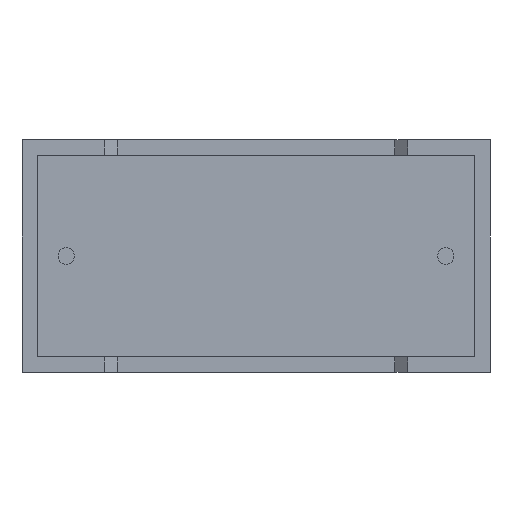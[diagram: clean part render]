
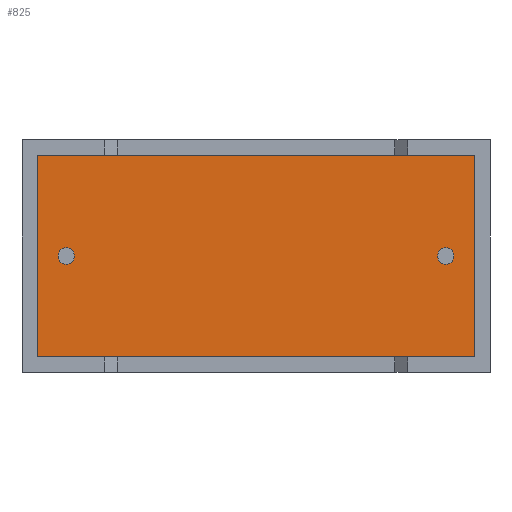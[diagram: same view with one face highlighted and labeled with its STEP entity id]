
A CAD part, front view. The second image highlights one B-rep face of the part: STEP entity #825.
In plain terms, the highlighted planar face has unit normal (0, -1, 0).
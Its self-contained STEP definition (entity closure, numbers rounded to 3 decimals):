
#72 = EDGE_CURVE ( 'NONE', #2167, #1496, #3017, .T. ) ;
#83 = ORIENTED_EDGE ( 'NONE', *, *, #268, .T. ) ;
#142 = DIRECTION ( 'NONE',  ( -1., 0., 0. ) ) ;
#162 = FACE_BOUND ( 'NONE', #1015, .T. ) ;
#241 = CARTESIAN_POINT ( 'NONE',  ( 1.75, 0.75, 4.6 ) ) ;
#268 = EDGE_CURVE ( 'NONE', #481, #2167, #1034, .T. ) ;
#274 = AXIS2_PLACEMENT_3D ( 'NONE', #1048, #1828, #2942 ) ;
#292 = DIRECTION ( 'NONE',  ( 0., -1., 0. ) ) ;
#333 = ORIENTED_EDGE ( 'NONE', *, *, #2415, .F. ) ;
#342 = DIRECTION ( 'NONE',  ( 0., 0., -1. ) ) ;
#356 = VECTOR ( 'NONE', #633, 1000. ) ;
#389 = CARTESIAN_POINT ( 'NONE',  ( 17.883, 0.75, 8.583 ) ) ;
#392 = VERTEX_POINT ( 'NONE', #1735 ) ;
#410 = CARTESIAN_POINT ( 'NONE',  ( 0.617, 0.75, 8.583 ) ) ;
#481 = VERTEX_POINT ( 'NONE', #2760 ) ;
#566 = FACE_BOUND ( 'NONE', #2679, .T. ) ;
#633 = DIRECTION ( 'NONE',  ( 1., 0., 0. ) ) ;
#688 = DIRECTION ( 'NONE',  ( 0., 0., -1. ) ) ;
#701 = DIRECTION ( 'NONE',  ( 0., 0., -1. ) ) ;
#703 = DIRECTION ( 'NONE',  ( 0., -1., 0. ) ) ;
#825 = ADVANCED_FACE ( 'NONE', ( #566, #1042, #162 ), #2696, .T. ) ;
#913 = VECTOR ( 'NONE', #142, 1000. ) ;
#917 = DIRECTION ( 'NONE',  ( 0., 0., 1. ) ) ;
#942 = EDGE_LOOP ( 'NONE', ( #2641, #83, #1527, #1126 ) ) ;
#969 = CIRCLE ( 'NONE', #3043, 0.325 ) ;
#1015 = EDGE_LOOP ( 'NONE', ( #2823, #333 ) ) ;
#1034 = LINE ( 'NONE', #3000, #356 ) ;
#1042 = FACE_OUTER_BOUND ( 'NONE', #942, .T. ) ;
#1048 = CARTESIAN_POINT ( 'NONE',  ( 1.75, 0.75, 4.6 ) ) ;
#1071 = EDGE_CURVE ( 'NONE', #392, #1340, #1662, .T. ) ;
#1096 = LINE ( 'NONE', #389, #913 ) ;
#1105 = AXIS2_PLACEMENT_3D ( 'NONE', #2479, #2744, #1289 ) ;
#1126 = ORIENTED_EDGE ( 'NONE', *, *, #2456, .T. ) ;
#1162 = VERTEX_POINT ( 'NONE', #2306 ) ;
#1171 = VERTEX_POINT ( 'NONE', #2533 ) ;
#1199 = CARTESIAN_POINT ( 'NONE',  ( 17.883, 0.75, 0.617 ) ) ;
#1289 = DIRECTION ( 'NONE',  ( 0., 0., -1. ) ) ;
#1340 = VERTEX_POINT ( 'NONE', #2809 ) ;
#1348 = CARTESIAN_POINT ( 'NONE',  ( 17.883, 0.75, 8.583 ) ) ;
#1415 = CARTESIAN_POINT ( 'NONE',  ( 0.617, 0.75, 8.583 ) ) ;
#1467 = AXIS2_PLACEMENT_3D ( 'NONE', #241, #703, #688 ) ;
#1472 = EDGE_CURVE ( 'NONE', #1792, #481, #1638, .T. ) ;
#1496 = VERTEX_POINT ( 'NONE', #1348 ) ;
#1527 = ORIENTED_EDGE ( 'NONE', *, *, #72, .T. ) ;
#1580 = CIRCLE ( 'NONE', #274, 0.325 ) ;
#1638 = LINE ( 'NONE', #1415, #2013 ) ;
#1662 = CIRCLE ( 'NONE', #2446, 0.325 ) ;
#1694 = ORIENTED_EDGE ( 'NONE', *, *, #2208, .F. ) ;
#1735 = CARTESIAN_POINT ( 'NONE',  ( 16.75, 0.75, 4.925 ) ) ;
#1751 = CARTESIAN_POINT ( 'NONE',  ( 16.75, 0.75, 4.6 ) ) ;
#1792 = VERTEX_POINT ( 'NONE', #410 ) ;
#1828 = DIRECTION ( 'NONE',  ( 0., -1., 0. ) ) ;
#1871 = CIRCLE ( 'NONE', #1467, 0.325 ) ;
#2013 = VECTOR ( 'NONE', #701, 1000. ) ;
#2167 = VERTEX_POINT ( 'NONE', #1199 ) ;
#2191 = VECTOR ( 'NONE', #917, 1000. ) ;
#2208 = EDGE_CURVE ( 'NONE', #1340, #392, #969, .T. ) ;
#2224 = ORIENTED_EDGE ( 'NONE', *, *, #1071, .F. ) ;
#2255 = CARTESIAN_POINT ( 'NONE',  ( 16.75, 0.75, 4.6 ) ) ;
#2306 = CARTESIAN_POINT ( 'NONE',  ( 1.75, 0.75, 4.925 ) ) ;
#2415 = EDGE_CURVE ( 'NONE', #1171, #1162, #1580, .T. ) ;
#2446 = AXIS2_PLACEMENT_3D ( 'NONE', #2255, #2689, #342 ) ;
#2456 = EDGE_CURVE ( 'NONE', #1496, #1792, #1096, .T. ) ;
#2479 = CARTESIAN_POINT ( 'NONE',  ( 0., 0.75, 0. ) ) ;
#2531 = CARTESIAN_POINT ( 'NONE',  ( 17.883, 0.75, 0.617 ) ) ;
#2533 = CARTESIAN_POINT ( 'NONE',  ( 1.75, 0.75, 4.275 ) ) ;
#2570 = EDGE_CURVE ( 'NONE', #1162, #1171, #1871, .T. ) ;
#2641 = ORIENTED_EDGE ( 'NONE', *, *, #1472, .T. ) ;
#2674 = DIRECTION ( 'NONE',  ( 0., 0., -1. ) ) ;
#2679 = EDGE_LOOP ( 'NONE', ( #2224, #1694 ) ) ;
#2689 = DIRECTION ( 'NONE',  ( 0., -1., 0. ) ) ;
#2696 = PLANE ( 'NONE',  #1105 ) ;
#2744 = DIRECTION ( 'NONE',  ( 0., -1., 0. ) ) ;
#2760 = CARTESIAN_POINT ( 'NONE',  ( 0.617, 0.75, 0.617 ) ) ;
#2809 = CARTESIAN_POINT ( 'NONE',  ( 16.75, 0.75, 4.275 ) ) ;
#2823 = ORIENTED_EDGE ( 'NONE', *, *, #2570, .F. ) ;
#2942 = DIRECTION ( 'NONE',  ( 0., 0., -1. ) ) ;
#3000 = CARTESIAN_POINT ( 'NONE',  ( 0.617, 0.75, 0.617 ) ) ;
#3017 = LINE ( 'NONE', #2531, #2191 ) ;
#3043 = AXIS2_PLACEMENT_3D ( 'NONE', #1751, #292, #2674 ) ;
